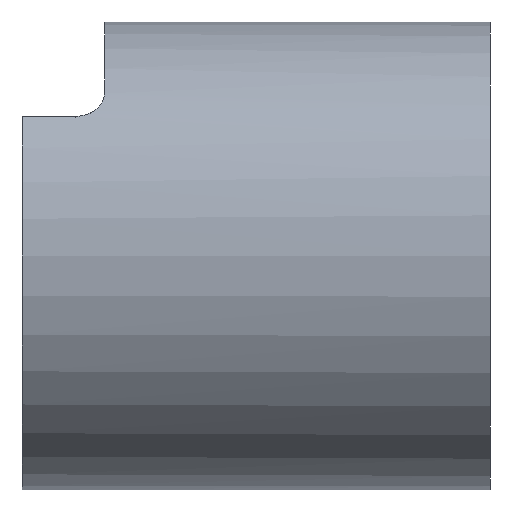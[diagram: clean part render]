
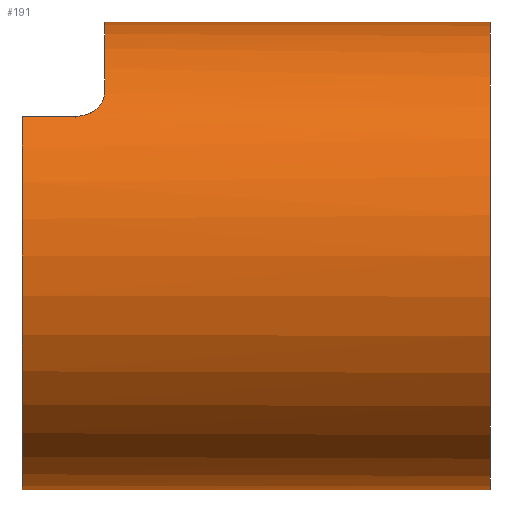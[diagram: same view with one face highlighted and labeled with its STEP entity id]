
A CAD part, left-side view. The second image highlights one B-rep face of the part: STEP entity #191.
In plain terms, the highlighted cylindrical face has radius 5.08 mm (diameter 10.16 mm), a full revolution.
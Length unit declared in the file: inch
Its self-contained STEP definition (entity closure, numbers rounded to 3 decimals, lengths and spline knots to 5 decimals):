
#33=FACE_OUTER_BOUND('',#45,.T.);
#45=EDGE_LOOP('',(#164,#165,#166,#167,#168,#169,#170,#171,#172,#173));
#48=B_SPLINE_CURVE_WITH_KNOTS('',3,(#295,#296,#297,#298,#299,#300,#301,
#302,#303,#304),.UNSPECIFIED.,.F.,.F.,(4,2,2,2,4),(0.19303,0.21715,
0.24126,0.26563,0.29),.UNSPECIFIED.);
#49=B_SPLINE_CURVE_WITH_KNOTS('',3,(#329,#330,#331,#332,#333,#334,#335,
#336,#337,#338),.UNSPECIFIED.,.F.,.F.,(4,2,2,2,4),(0.09605,0.12058,
0.14512,0.16907,0.19303),.UNSPECIFIED.);
#58=LINE('',#359,#70);
#59=LINE('',#362,#71);
#61=LINE('',#371,#73);
#70=VECTOR('',#269,0.3937);
#71=VECTOR('',#272,0.3937);
#73=VECTOR('',#284,0.2);
#78=CIRCLE('',#214,0.2);
#82=CIRCLE('',#224,0.2);
#83=CIRCLE('',#225,0.2);
#84=CIRCLE('',#227,0.2);
#87=VERTEX_POINT('',#292);
#88=VERTEX_POINT('',#294);
#91=VERTEX_POINT('',#327);
#92=VERTEX_POINT('',#328);
#97=VERTEX_POINT('',#357);
#98=VERTEX_POINT('',#361);
#99=VERTEX_POINT('',#365);
#100=VERTEX_POINT('',#369);
#103=EDGE_CURVE('',#87,#88,#48,.T.);
#108=EDGE_CURVE('',#91,#92,#49,.T.);
#111=EDGE_CURVE('',#91,#88,#78,.T.);
#119=EDGE_CURVE('',#87,#97,#58,.T.);
#120=EDGE_CURVE('',#98,#92,#59,.T.);
#122=EDGE_CURVE('',#98,#99,#82,.T.);
#123=EDGE_CURVE('',#99,#97,#83,.T.);
#124=EDGE_CURVE('',#100,#100,#84,.T.);
#125=EDGE_CURVE('',#100,#99,#61,.T.);
#164=ORIENTED_EDGE('',*,*,#124,.F.);
#165=ORIENTED_EDGE('',*,*,#125,.T.);
#166=ORIENTED_EDGE('',*,*,#122,.F.);
#167=ORIENTED_EDGE('',*,*,#120,.T.);
#168=ORIENTED_EDGE('',*,*,#108,.F.);
#169=ORIENTED_EDGE('',*,*,#111,.T.);
#170=ORIENTED_EDGE('',*,*,#103,.F.);
#171=ORIENTED_EDGE('',*,*,#119,.T.);
#172=ORIENTED_EDGE('',*,*,#123,.F.);
#173=ORIENTED_EDGE('',*,*,#125,.F.);
#180=CYLINDRICAL_SURFACE('',#226,0.2);
#191=ADVANCED_FACE('',(#33),#180,.T.);
#214=AXIS2_PLACEMENT_3D('',#342,#249,#250);
#224=AXIS2_PLACEMENT_3D('',#366,#276,#277);
#225=AXIS2_PLACEMENT_3D('',#367,#278,#279);
#226=AXIS2_PLACEMENT_3D('',#368,#280,#281);
#227=AXIS2_PLACEMENT_3D('',#370,#282,#283);
#249=DIRECTION('center_axis',(0.,-1.,0.));
#250=DIRECTION('ref_axis',(1.,0.,0.));
#269=DIRECTION('',(0.,1.,0.));
#272=DIRECTION('',(0.,-1.,0.));
#276=DIRECTION('center_axis',(0.,1.,0.));
#277=DIRECTION('ref_axis',(1.,0.,0.));
#278=DIRECTION('center_axis',(0.,1.,0.));
#279=DIRECTION('ref_axis',(1.,0.,0.));
#280=DIRECTION('center_axis',(0.,-1.,0.));
#281=DIRECTION('ref_axis',(1.,0.,0.));
#282=DIRECTION('center_axis',(0.,-1.,0.));
#283=DIRECTION('ref_axis',(1.,0.,0.));
#284=DIRECTION('',(0.,1.,0.));
#292=CARTESIAN_POINT('',(-0.1605,0.05445,1.80983));
#294=CARTESIAN_POINT('',(-0.14387,0.02945,1.82943));
#295=CARTESIAN_POINT('Ctrl Pts',(-0.1605,0.05445,
1.80983));
#296=CARTESIAN_POINT('Ctrl Pts',(-0.1605,0.05128,
1.80983));
#297=CARTESIAN_POINT('Ctrl Pts',(-0.1601,0.04792,1.81037));
#298=CARTESIAN_POINT('Ctrl Pts',(-0.15849,0.04177,
1.8125));
#299=CARTESIAN_POINT('Ctrl Pts',(-0.15727,0.03897,1.81408));
#300=CARTESIAN_POINT('Ctrl Pts',(-0.1544,0.03455,
1.81765));
#301=CARTESIAN_POINT('Ctrl Pts',(-0.15255,0.03263,
1.81988));
#302=CARTESIAN_POINT('Ctrl Pts',(-0.1484,0.03008,
1.82462));
#303=CARTESIAN_POINT('Ctrl Pts',(-0.14609,0.02945,
1.82713));
#304=CARTESIAN_POINT('Ctrl Pts',(-0.14387,0.02945,
1.82943));
#327=CARTESIAN_POINT('',(0.14387,0.02945,1.82943));
#328=CARTESIAN_POINT('',(0.1605,0.05445,1.80983));
#329=CARTESIAN_POINT('Ctrl Pts',(0.14387,0.02945,1.82943));
#330=CARTESIAN_POINT('Ctrl Pts',(0.1461,0.02945,1.82712));
#331=CARTESIAN_POINT('Ctrl Pts',(0.14843,0.03009,1.82459));
#332=CARTESIAN_POINT('Ctrl Pts',(0.1526,0.03267,1.81982));
#333=CARTESIAN_POINT('Ctrl Pts',(0.15445,0.03461,1.81758));
#334=CARTESIAN_POINT('Ctrl Pts',(0.15731,0.03906,1.81403));
#335=CARTESIAN_POINT('Ctrl Pts',(0.15851,0.04184,1.81246));
#336=CARTESIAN_POINT('Ctrl Pts',(0.16011,0.04796,1.81036));
#337=CARTESIAN_POINT('Ctrl Pts',(0.1605,0.05131,1.80983));
#338=CARTESIAN_POINT('Ctrl Pts',(0.1605,0.05445,1.80983));
#342=CARTESIAN_POINT('Origin',(0.,0.02945,1.6905));
#357=CARTESIAN_POINT('',(-0.1605,0.1,1.80983));
#359=CARTESIAN_POINT('',(-0.1605,0.1,1.80983));
#361=CARTESIAN_POINT('',(0.1605,0.1,1.80983));
#362=CARTESIAN_POINT('',(0.1605,0.1,1.80983));
#365=CARTESIAN_POINT('',(-0.2,0.1,1.6905));
#366=CARTESIAN_POINT('Origin',(0.,0.1,1.6905));
#367=CARTESIAN_POINT('Origin',(0.,0.1,1.6905));
#368=CARTESIAN_POINT('Origin',(0.,0.1,1.6905));
#369=CARTESIAN_POINT('',(-0.2,-0.3,1.6905));
#370=CARTESIAN_POINT('Origin',(0.,-0.3,1.6905));
#371=CARTESIAN_POINT('',(-0.2,0.1,1.6905));
